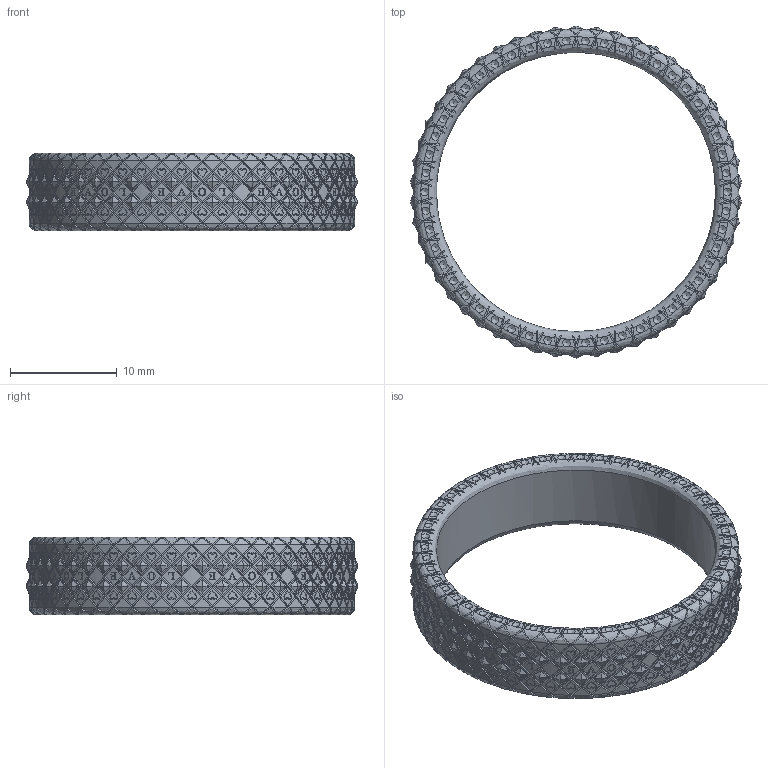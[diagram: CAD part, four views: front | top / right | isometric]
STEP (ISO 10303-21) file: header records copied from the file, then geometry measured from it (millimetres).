
FILE_DESCRIPTION(('FreeCAD Model'),'2;1');
FILE_NAME('Open CASCADE Shape Model','2025-04-25T15:51:35',('FreeCAD'),( 'FreeCAD'),'Open CASCADE STEP processor 7.6','FreeCAD','Unknown');
FILE_SCHEMA(('AUTOMOTIVE_DESIGN { 1 0 10303 214 1 1 1 1 }'));
Products named in the file (1): Open CASCADE STEP translator 7.6 1
Bounding box: 31.05 x 31.11 x 7.27 mm (x, y, z)
Volume: 1361.2 mm3; surface area: 1981.4 mm2
Topology: 101 solids, 101 shells, 5805 faces, 15482 edges, 10008 vertices
Faces by surface type: bspline 5805
Entity records: 296640 total; most frequent: CARTESIAN_POINT 206456, ORIENTED_EDGE 30726, EDGE_CURVE 15363, B_SPLINE_CURVE_WITH_KNOTS 11953, VERTEX_POINT 10008, FACE_BOUND 6055, EDGE_LOOP 6055, ADVANCED_FACE 5805
